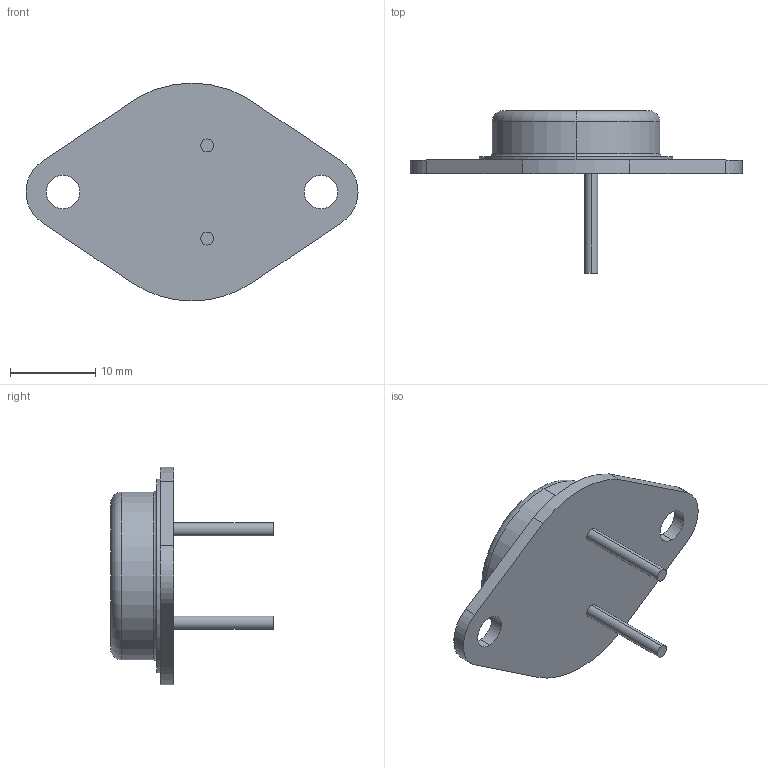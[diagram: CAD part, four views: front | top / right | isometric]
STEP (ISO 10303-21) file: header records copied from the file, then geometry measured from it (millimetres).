
FILE_DESCRIPTION (( 'STEP AP203' ), '1' );
FILE_NAME ('D100755G-STEP Rev B.STEP', '2021-11-11T13:58:06', ( '' ), ( '' ), 'SwSTEP 2.0', 'SolidWorks 2018', '' );
FILE_SCHEMA (( 'CONFIG_CONTROL_DESIGN' ));
Length unit declared in the file: inch
Products named in the file (1): D100755G-STEP Rev B
Bounding box: 38.91 x 19.05 x 25.53 mm (x, y, z)
Volume: 2826.4 mm3; surface area: 1894 mm2
Topology: 1 solids, 1 shells, 332 faces, 854 edges, 568 vertices
Faces by surface type: plane 204, bspline 98, cylinder 26, torus 4
Entity records: 16201 total; most frequent: CARTESIAN_POINT 8629, ORIENTED_EDGE 1708, DIRECTION 1188, EDGE_CURVE 854, LINE 598, VECTOR 598, VERTEX_POINT 568, EDGE_LOOP 380
